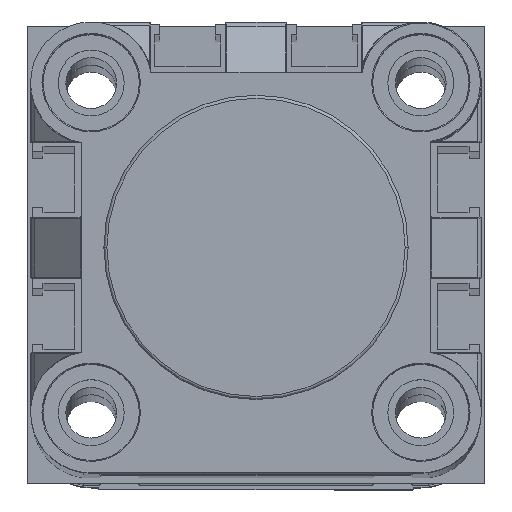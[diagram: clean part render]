
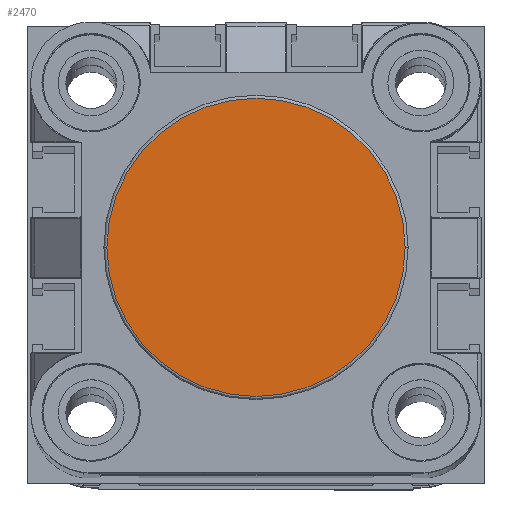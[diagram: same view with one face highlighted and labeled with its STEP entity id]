
A CAD part, top view. The second image highlights one B-rep face of the part: STEP entity #2470.
In plain terms, the highlighted planar face has unit normal (0, 0, 1).
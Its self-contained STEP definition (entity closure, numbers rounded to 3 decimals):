
#250 = CARTESIAN_POINT ( 'NONE',  ( 31.95, -17.25, 30. ) ) ;
#1962 = CIRCLE ( 'NONE', #20222, 14.7 ) ;
#2278 = ORIENTED_EDGE ( 'NONE', *, *, #32272, .T. ) ;
#2470 = ADVANCED_FACE ( 'NONE', ( #4489 ), #17641, .T. ) ;
#4489 = FACE_OUTER_BOUND ( 'NONE', #11915, .T. ) ;
#5761 = DIRECTION ( 'NONE',  ( 0., 0., 1. ) ) ;
#7064 = CARTESIAN_POINT ( 'NONE',  ( 17.25, -17.25, 30. ) ) ;
#9585 = DIRECTION ( 'NONE',  ( 1., 0., 0. ) ) ;
#11915 = EDGE_LOOP ( 'NONE', ( #2278, #24131 ) ) ;
#14420 = VERTEX_POINT ( 'NONE', #250 ) ;
#17147 = CARTESIAN_POINT ( 'NONE',  ( 2.55, -17.25, 30. ) ) ;
#17492 = DIRECTION ( 'NONE',  ( 1., 0., 0. ) ) ;
#17559 = DIRECTION ( 'NONE',  ( 0., 0., 1. ) ) ;
#17604 = CARTESIAN_POINT ( 'NONE',  ( 17.25, -17.25, 30. ) ) ;
#17641 = PLANE ( 'NONE',  #24111 ) ;
#20222 = AXIS2_PLACEMENT_3D ( 'NONE', #20773, #5761, #23310 ) ;
#20773 = CARTESIAN_POINT ( 'NONE',  ( 17.25, -17.25, 30. ) ) ;
#23310 = DIRECTION ( 'NONE',  ( 1., 0., 0. ) ) ;
#24111 = AXIS2_PLACEMENT_3D ( 'NONE', #17604, #17559, #17492 ) ;
#24131 = ORIENTED_EDGE ( 'NONE', *, *, #26715, .T. ) ;
#24626 = DIRECTION ( 'NONE',  ( 0., 0., 1. ) ) ;
#26715 = EDGE_CURVE ( 'NONE', #29695, #14420, #32288, .T. ) ;
#29695 = VERTEX_POINT ( 'NONE', #17147 ) ;
#31038 = AXIS2_PLACEMENT_3D ( 'NONE', #7064, #24626, #9585 ) ;
#32272 = EDGE_CURVE ( 'NONE', #14420, #29695, #1962, .T. ) ;
#32288 = CIRCLE ( 'NONE', #31038, 14.7 ) ;
